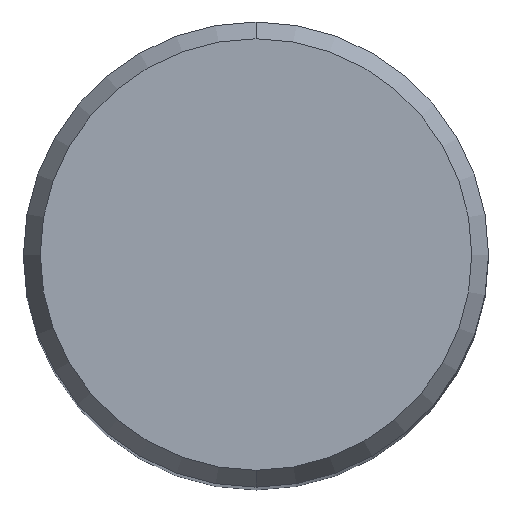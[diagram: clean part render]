
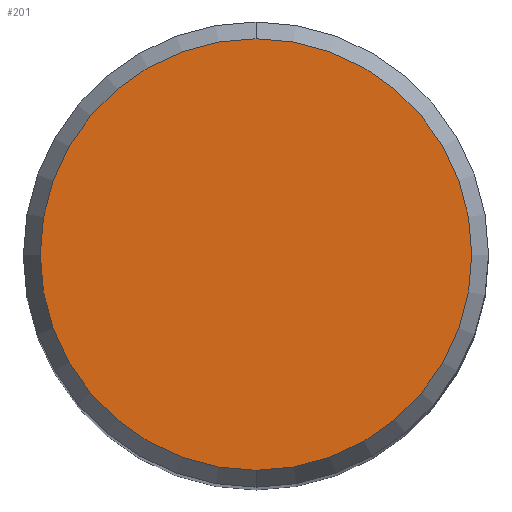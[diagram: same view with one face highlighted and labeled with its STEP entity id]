
A CAD part, top view. The second image highlights one B-rep face of the part: STEP entity #201.
In plain terms, the highlighted planar face has unit normal (0, 0, 1).
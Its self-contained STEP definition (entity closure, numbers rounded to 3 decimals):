
#133=EDGE_CURVE('',#179,#135,#289,.T.);
#135=VERTEX_POINT('',#291);
#179=VERTEX_POINT('',#339);
#201=ADVANCED_FACE('',(#365),#366,.T.);
#205=EDGE_CURVE('',#135,#179,#371,.T.);
#289=CIRCLE('',#464,5.892);
#291=CARTESIAN_POINT('',(0.0,5.892,0.0));
#339=CARTESIAN_POINT('',(0.,-5.892,0.0));
#365=FACE_OUTER_BOUND('',#553,.T.);
#366=PLANE('',#554);
#371=CIRCLE('',#560,5.892);
#464=AXIS2_PLACEMENT_3D('',#655,#656,#657);
#553=EDGE_LOOP('',(#752,#753));
#554=AXIS2_PLACEMENT_3D('',#754,#755,#756);
#560=AXIS2_PLACEMENT_3D('',#765,#766,#767);
#655=CARTESIAN_POINT('',(0.0,0.0,0.0));
#656=DIRECTION('',(0.0,0.0,-1.0));
#657=DIRECTION('',(0.0,1.0,0.0));
#752=ORIENTED_EDGE('',*,*,#205,.F.);
#753=ORIENTED_EDGE('',*,*,#133,.F.);
#754=CARTESIAN_POINT('',(0.0,2.946,0.0));
#755=DIRECTION('',(-0.0,0.0,1.0));
#756=DIRECTION('',(0.0,-1.0,0.0));
#765=CARTESIAN_POINT('',(0.0,0.0,0.0));
#766=DIRECTION('',(0.0,0.0,-1.0));
#767=DIRECTION('',(0.0,1.0,0.0));
